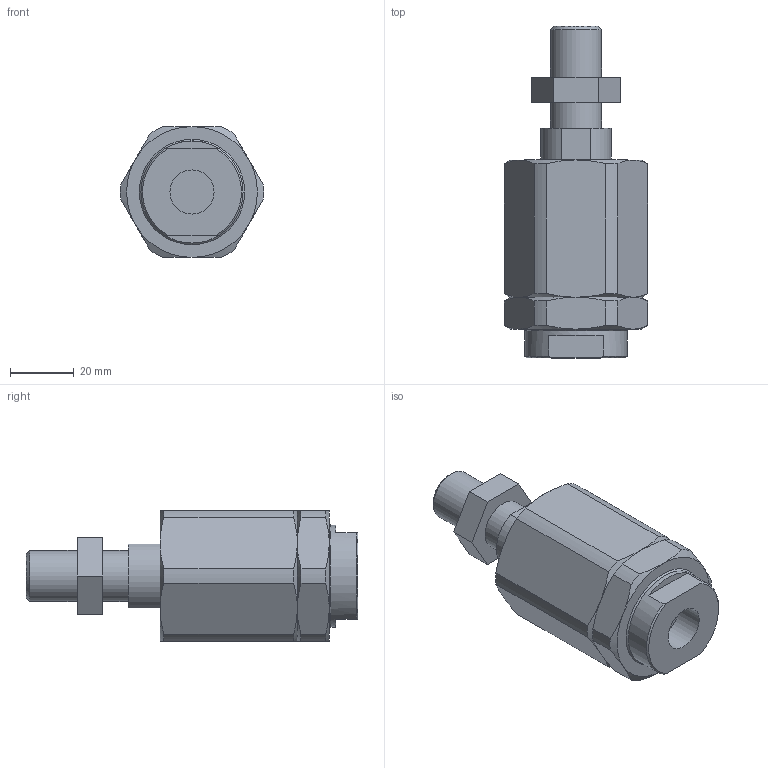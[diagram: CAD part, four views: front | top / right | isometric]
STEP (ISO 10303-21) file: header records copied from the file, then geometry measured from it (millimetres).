
FILE_DESCRIPTION((''),'2;1');
FILE_NAME('SA16x1.5.stp','2013-12-06T11:04:33',('carlo.corazza'),(''),'Autodesk Inventor 2012','Autodesk Inventor 2012','');
FILE_SCHEMA(('AUTOMOTIVE_DESIGN { 1 0 10303 214 1 1 1 1 }'));
Length unit declared in the file: millimetre
Products named in the file (1): SA16x1.5
Bounding box: 44.98 x 104 x 41 mm (x, y, z)
Volume: 94094.4 mm3; surface area: 14561.8 mm2
Topology: 1 solids, 1 shells, 78 faces, 178 edges, 108 vertices
Faces by surface type: plane 32, cone 28, cylinder 18
Full cylindrical faces by diameter (mm): 13.8 x1, 16 x2, 32 x1
Entity records: 2110 total; most frequent: CARTESIAN_POINT 465, ORIENTED_EDGE 342, DIRECTION 338, EDGE_CURVE 171, AXIS2_PLACEMENT_3D 140, VERTEX_POINT 107, EDGE_LOOP 90, FACE_OUTER_BOUND 78
